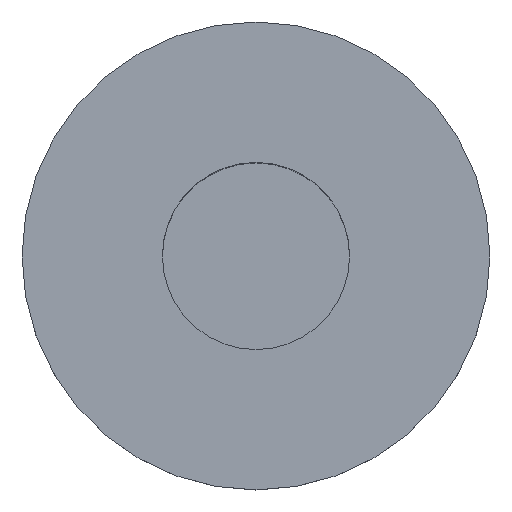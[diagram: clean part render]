
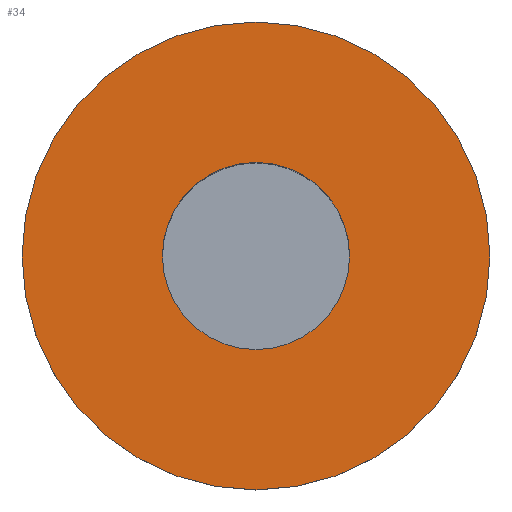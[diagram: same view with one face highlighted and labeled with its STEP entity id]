
A CAD part, top view. The second image highlights one B-rep face of the part: STEP entity #34.
In plain terms, the highlighted planar face has unit normal (0, 0, 1).
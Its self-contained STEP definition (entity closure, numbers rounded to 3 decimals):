
#34 = ADVANCED_FACE( '', ( #69, #70 ), #71, .F. );
#69 = FACE_BOUND( '', #106, .T. );
#70 = FACE_OUTER_BOUND( '', #107, .T. );
#71 = PLANE( '', #108 );
#106 = EDGE_LOOP( '', ( #139 ) );
#107 = EDGE_LOOP( '', ( #140 ) );
#108 = AXIS2_PLACEMENT_3D( '', #141, #142, #143 );
#139 = ORIENTED_EDGE( '', *, *, #180, .T. );
#140 = ORIENTED_EDGE( '', *, *, #182, .T. );
#141 = CARTESIAN_POINT( '', ( 3.75, 0., 6. ) );
#142 = DIRECTION( '', ( 0., 0., -1. ) );
#143 = DIRECTION( '', ( -1., 0., 0. ) );
#180 = EDGE_CURVE( '', #196, #196, #197, .T. );
#182 = EDGE_CURVE( '', #199, #199, #200, .T. );
#196 = VERTEX_POINT( '', #218 );
#197 = CIRCLE( '', #219, 1.5 );
#199 = VERTEX_POINT( '', #221 );
#200 = CIRCLE( '', #222, 3.75 );
#218 = CARTESIAN_POINT( '', ( 0., -1.5, 6. ) );
#219 = AXIS2_PLACEMENT_3D( '', #240, #241, #242 );
#221 = CARTESIAN_POINT( '', ( 3.75, 0., 6. ) );
#222 = AXIS2_PLACEMENT_3D( '', #243, #244, #245 );
#240 = CARTESIAN_POINT( '', ( 0., 0., 6. ) );
#241 = DIRECTION( '', ( 0., 0., -1. ) );
#242 = DIRECTION( '', ( 0., -1., 0. ) );
#243 = CARTESIAN_POINT( '', ( 0., 0., 6. ) );
#244 = DIRECTION( '', ( 0., 0., 1. ) );
#245 = DIRECTION( '', ( 1., 0., 0. ) );
